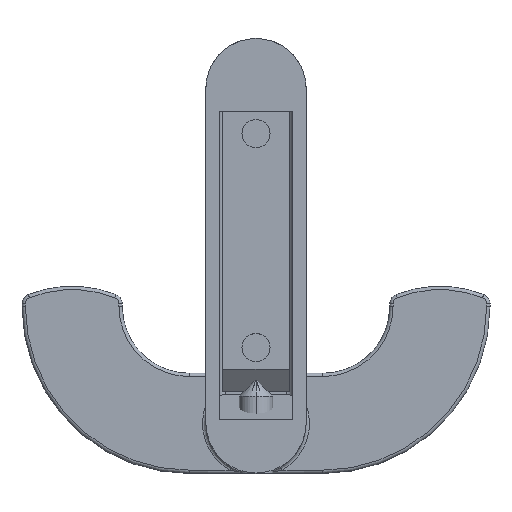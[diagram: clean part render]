
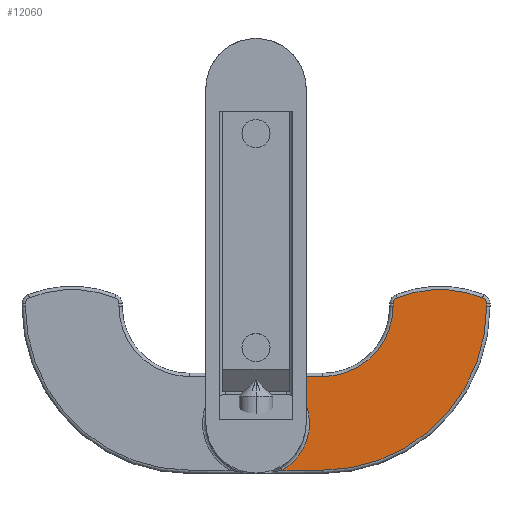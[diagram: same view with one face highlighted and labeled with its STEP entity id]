
A CAD part, top view. The second image highlights one B-rep face of the part: STEP entity #12060.
In plain terms, the highlighted planar face has unit normal (0, 0, 1).
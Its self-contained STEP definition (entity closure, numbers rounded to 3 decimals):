
#630=CARTESIAN_POINT('',(3.873,-42.,
-42.15));
#640=VERTEX_POINT('',#630);
#11050=CARTESIAN_POINT('',(0.,0.,-42.15));
#11060=DIRECTION('',(0.,0.,-1.));
#11070=DIRECTION('',(-1.,0.,0.));
#11080=AXIS2_PLACEMENT_3D('',#11050,#11060,#11070);
#11090=PLANE('',#11080);
#11100=CARTESIAN_POINT('',(3.873,-42.,
-42.15));
#11110=CARTESIAN_POINT('',(3.894,-42.012,
-42.15));
#11120=CARTESIAN_POINT('',(3.916,-42.024,
-42.15));
#11130=CARTESIAN_POINT('',(4.561,-42.389,
-42.15));
#11140=CARTESIAN_POINT('',(5.141,-42.827,
-42.15));
#11150=CARTESIAN_POINT('',(7.157,-44.843,
-42.15));
#11160=CARTESIAN_POINT('',(8.,-46.878,-42.15));
#11170=CARTESIAN_POINT('',(8.,-51.122,-42.15));
#11180=CARTESIAN_POINT('',(7.157,-53.157,
-42.15));
#11190=CARTESIAN_POINT('',(5.141,-55.173,
-42.15));
#11200=CARTESIAN_POINT('',(4.561,-55.611,
-42.15));
#11210=CARTESIAN_POINT('',(3.916,-55.976,
-42.15));
#11220=CARTESIAN_POINT('',(3.894,-55.988,
-42.15));
#11230=CARTESIAN_POINT('',(3.873,-56.,
-42.15));
#11240=B_SPLINE_CURVE_WITH_KNOTS('',3,(#11100,#11110,#11120,#11130,
#11140,#11150,#11160,#11170,#11180,#11190,#11200,#11210,#11220,#11230),
.UNSPECIFIED.,.F.,.F.,(4,2,2,2,2,2,4),(0.,0.072,
2.192,8.355,14.518,16.638,
16.71),.UNSPECIFIED.);
#11250=CARTESIAN_POINT('',(3.873,-56.,
-42.15));
#11260=VERTEX_POINT('',#11250);
#11270=EDGE_CURVE('',#640,#11260,#11240,.T.);
#11280=ORIENTED_EDGE('',*,*,#11270,.T.);
#11290=CARTESIAN_POINT('',(0.,-42.,-42.15));
#11300=DIRECTION('',(1.,0.,0.));
#11310=VECTOR('',#11300,1.);
#11320=LINE('',#11290,#11310);
#11330=CARTESIAN_POINT('',(10.,-42.,-42.15));
#11340=VERTEX_POINT('',#11330);
#11350=EDGE_CURVE('',#640,#11340,#11320,.T.);
#11360=ORIENTED_EDGE('',*,*,#11350,.F.);
#11370=CARTESIAN_POINT('',(10.,-31.5,-42.15));
#11380=DIRECTION('',(0.,0.,-1.));
#11390=DIRECTION('',(-1.,0.,0.));
#11400=AXIS2_PLACEMENT_3D('',#11370,#11380,#11390);
#11410=CIRCLE('',#11400,10.5);
#11420=CARTESIAN_POINT('',(20.5,-31.5,-42.15));
#11430=VERTEX_POINT('',#11420);
#11440=EDGE_CURVE('',#11430,#11340,#11410,.T.);
#11450=ORIENTED_EDGE('',*,*,#11440,.T.);
#11460=CARTESIAN_POINT('',(20.5,0.,-42.15));
#11470=DIRECTION('',(0.,-1.,0.));
#11480=VECTOR('',#11470,1.);
#11490=LINE('',#11460,#11480);
#11500=CARTESIAN_POINT('',(20.5,-31.13,-42.15));
#11510=VERTEX_POINT('',#11500);
#11520=EDGE_CURVE('',#11510,#11430,#11490,.T.);
#11530=ORIENTED_EDGE('',*,*,#11520,.T.);
#11540=CARTESIAN_POINT('',(21.5,-31.13,-42.15));
#11550=DIRECTION('',(0.,0.,1.));
#11560=DIRECTION('',(1.,0.,0.));
#11570=AXIS2_PLACEMENT_3D('',#11540,#11550,#11560);
#11580=CIRCLE('',#11570,1.);
#11590=CARTESIAN_POINT('',(21.136,-30.198,
-42.15));
#11600=VERTEX_POINT('',#11590);
#11610=EDGE_CURVE('',#11600,#11510,#11580,.T.);
#11620=ORIENTED_EDGE('',*,*,#11610,.T.);
#11630=CARTESIAN_POINT('',(27.5,-46.5,-42.15));
#11640=DIRECTION('',(0.,0.,1.));
#11650=DIRECTION('',(1.,0.,0.));
#11660=AXIS2_PLACEMENT_3D('',#11630,#11640,#11650);
#11670=CIRCLE('',#11660,17.5);
#11680=CARTESIAN_POINT('',(33.864,-30.198,
-42.15));
#11690=VERTEX_POINT('',#11680);
#11700=EDGE_CURVE('',#11690,#11600,#11670,.T.);
#11710=ORIENTED_EDGE('',*,*,#11700,.T.);
#11720=CARTESIAN_POINT('',(33.5,-31.13,-42.15));
#11730=DIRECTION('',(0.,0.,1.));
#11740=DIRECTION('',(1.,0.,0.));
#11750=AXIS2_PLACEMENT_3D('',#11720,#11730,#11740);
#11760=CIRCLE('',#11750,1.);
#11770=CARTESIAN_POINT('',(34.5,-31.13,-42.15));
#11780=VERTEX_POINT('',#11770);
#11790=EDGE_CURVE('',#11780,#11690,#11760,.T.);
#11800=ORIENTED_EDGE('',*,*,#11790,.T.);
#11810=CARTESIAN_POINT('',(34.5,0.,-42.15));
#11820=DIRECTION('',(0.,-1.,0.));
#11830=VECTOR('',#11820,1.);
#11840=LINE('',#11810,#11830);
#11850=CARTESIAN_POINT('',(34.5,-31.5,-42.15));
#11860=VERTEX_POINT('',#11850);
#11870=EDGE_CURVE('',#11780,#11860,#11840,.T.);
#11880=ORIENTED_EDGE('',*,*,#11870,.F.);
#11890=CARTESIAN_POINT('',(10.,-31.5,-42.15));
#11900=DIRECTION('',(0.,0.,-1.));
#11910=DIRECTION('',(-1.,0.,0.));
#11920=AXIS2_PLACEMENT_3D('',#11890,#11900,#11910);
#11930=CIRCLE('',#11920,24.5);
#11940=CARTESIAN_POINT('',(10.,-56.,-42.15));
#11950=VERTEX_POINT('',#11940);
#11960=EDGE_CURVE('',#11860,#11950,#11930,.T.);
#11970=ORIENTED_EDGE('',*,*,#11960,.F.);
#11980=CARTESIAN_POINT('',(0.,-56.,-42.15));
#11990=DIRECTION('',(1.,0.,0.));
#12000=VECTOR('',#11990,1.);
#12010=LINE('',#11980,#12000);
#12020=EDGE_CURVE('',#11260,#11950,#12010,.T.);
#12030=ORIENTED_EDGE('',*,*,#12020,.T.);
#12040=EDGE_LOOP('',(#12030,#11970,#11880,#11800,#11710,#11620,#11530,
#11450,#11360,#11280));
#12050=FACE_OUTER_BOUND('',#12040,.T.);
#12060=ADVANCED_FACE('',(#12050),#11090,.F.);
